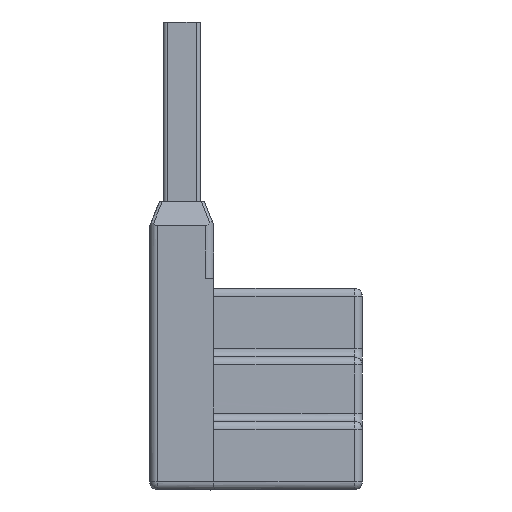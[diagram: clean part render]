
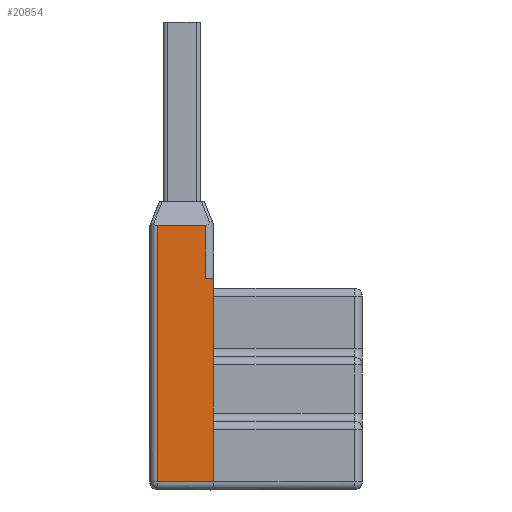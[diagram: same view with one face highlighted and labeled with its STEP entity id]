
A CAD part, left-side view. The second image highlights one B-rep face of the part: STEP entity #20854.
In plain terms, the highlighted planar face has unit normal (-0.999, 0.035, 0).
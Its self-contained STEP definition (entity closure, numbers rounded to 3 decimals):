
#4663=DIRECTION('',(0.,0.,1.));
#4664=VECTOR('',#4663,9.4);
#4665=CARTESIAN_POINT('',(-236.721,9.25,-25.4));
#4666=LINE('',#4665,#4664);
#4757=DIRECTION('',(0.,0.,-1.));
#4758=VECTOR('',#4757,3.297);
#4759=CARTESIAN_POINT('',(-236.702,9.767,
-12.703));
#4760=LINE('',#4759,#4758);
#4761=DIRECTION('',(0.035,0.999,0.));
#4762=VECTOR('',#4761,0.518);
#4763=CARTESIAN_POINT('',(-236.721,9.25,-16.));
#4764=LINE('',#4763,#4762);
#4765=DIRECTION('',(0.,-0.001,1.));
#4766=VECTOR('',#4765,3.3);
#4767=CARTESIAN_POINT('',(-236.72,9.254,-28.7));
#4768=LINE('',#4767,#4766);
#4769=DIRECTION('',(-0.035,-0.999,0.));
#4770=VECTOR('',#4769,3.515);
#4771=CARTESIAN_POINT('',(-236.598,12.767,
-28.7));
#4772=LINE('',#4771,#4770);
#4773=DIRECTION('',(0.,0.,1.));
#4774=VECTOR('',#4773,15.976);
#4775=CARTESIAN_POINT('',(-236.598,12.767,
-28.7));
#4776=LINE('',#4775,#4774);
#4777=DIRECTION('',(-0.035,-0.999,0.007));
#4778=VECTOR('',#4777,3.002);
#4779=CARTESIAN_POINT('',(-236.598,12.767,
-12.724));
#4780=LINE('',#4779,#4778);
#11858=CARTESIAN_POINT('',(-236.721,9.25,-25.4));
#11860=VERTEX_POINT('',#11858);
#11864=CARTESIAN_POINT('',(-236.72,9.254,-28.7));
#11865=VERTEX_POINT('',#11864);
#12137=CARTESIAN_POINT('',(-236.598,12.767,
-28.7));
#12138=CARTESIAN_POINT('',(-236.598,12.767,
-12.724));
#12139=VERTEX_POINT('',#12137);
#12140=VERTEX_POINT('',#12138);
#12844=CARTESIAN_POINT('',(-236.702,9.767,
-12.703));
#12845=CARTESIAN_POINT('',(-236.702,9.767,-16.));
#12846=VERTEX_POINT('',#12844);
#12847=VERTEX_POINT('',#12845);
#12848=CARTESIAN_POINT('',(-236.721,9.25,-16.));
#12849=VERTEX_POINT('',#12848);
#20835=CARTESIAN_POINT('',(-236.721,9.25,-29.2));
#20836=DIRECTION('',(-0.999,0.035,0.));
#20837=DIRECTION('',(0.,0.,1.));
#20838=AXIS2_PLACEMENT_3D('',#20835,#20836,#20837);
#20839=PLANE('',#20838);
#20841=ORIENTED_EDGE('',*,*,#20840,.T.);
#20843=ORIENTED_EDGE('',*,*,#20842,.F.);
#20844=ORIENTED_EDGE('',*,*,#20725,.F.);
#20845=ORIENTED_EDGE('',*,*,#20830,.F.);
#20847=ORIENTED_EDGE('',*,*,#20846,.F.);
#20849=ORIENTED_EDGE('',*,*,#20848,.T.);
#20851=ORIENTED_EDGE('',*,*,#20850,.T.);
#20852=EDGE_LOOP('',(#20841,#20843,#20844,#20845,#20847,#20849,#20851));
#20853=FACE_OUTER_BOUND('',#20852,.F.);
#20854=ADVANCED_FACE('',(#20853),#20839,.T.);
#20725=EDGE_CURVE('',#11860,#12849,#4666,.T.);
#20830=EDGE_CURVE('',#11865,#11860,#4768,.T.);
#20840=EDGE_CURVE('',#12846,#12847,#4760,.T.);
#20842=EDGE_CURVE('',#12849,#12847,#4764,.T.);
#20846=EDGE_CURVE('',#12139,#11865,#4772,.T.);
#20848=EDGE_CURVE('',#12139,#12140,#4776,.T.);
#20850=EDGE_CURVE('',#12140,#12846,#4780,.T.);
